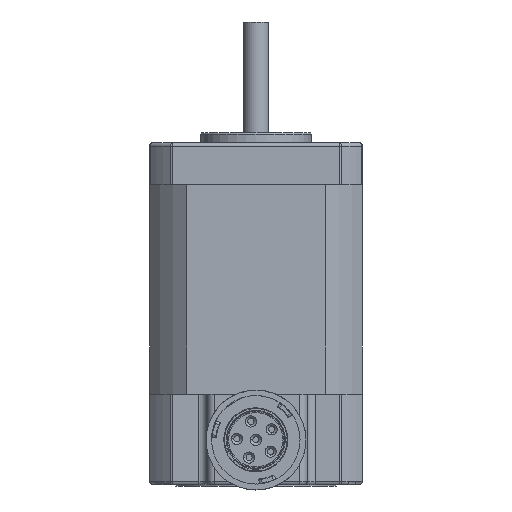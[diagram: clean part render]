
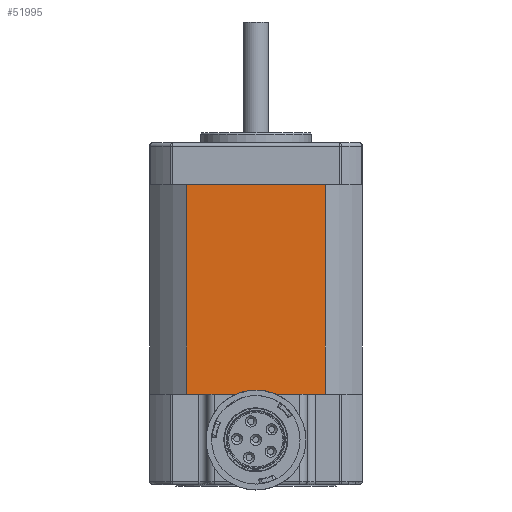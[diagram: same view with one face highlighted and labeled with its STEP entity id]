
A CAD part, front view. The second image highlights one B-rep face of the part: STEP entity #51995.
In plain terms, the highlighted planar face has unit normal (0, -1, 0).
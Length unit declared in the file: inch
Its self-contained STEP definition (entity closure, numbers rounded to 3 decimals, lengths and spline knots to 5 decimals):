
#1745 = VERTEX_POINT ( 'NONE', #22501 ) ;
#2573 = DIRECTION ( 'NONE',  ( 0., 0., 1. ) ) ;
#3550 = DIRECTION ( 'NONE',  ( 0., 0., -1. ) ) ;
#3565 = AXIS2_PLACEMENT_3D ( 'NONE', #43873, #39540, #2573 ) ;
#6312 = CARTESIAN_POINT ( 'NONE',  ( 2.12585, 1.13718, 2.16441 ) ) ;
#8906 = ORIENTED_EDGE ( 'NONE', *, *, #29489, .T. ) ;
#9502 = VECTOR ( 'NONE', #3550, 39.37008 ) ;
#9809 = DIRECTION ( 'NONE',  ( 0., 0., -1. ) ) ;
#10334 = VERTEX_POINT ( 'NONE', #6312 ) ;
#10582 = LINE ( 'NONE', #25645, #47650 ) ;
#12873 = CARTESIAN_POINT ( 'NONE',  ( 1.58681, 1.13718, 3.79441 ) ) ;
#12984 = VECTOR ( 'NONE', #17249, 39.37008 ) ;
#15786 = CARTESIAN_POINT ( 'NONE',  ( 1.04778, 1.13718, 3.79441 ) ) ;
#17249 = DIRECTION ( 'NONE',  ( 1., 0., 0. ) ) ;
#19139 = ORIENTED_EDGE ( 'NONE', *, *, #49605, .F. ) ;
#22501 = CARTESIAN_POINT ( 'NONE',  ( 1.04778, 1.13718, 2.16441 ) ) ;
#22800 = ORIENTED_EDGE ( 'NONE', *, *, #30340, .F. ) ;
#24694 = EDGE_CURVE ( 'NONE', #46104, #1745, #31609, .T. ) ;
#25645 = CARTESIAN_POINT ( 'NONE',  ( 2.12585, 1.13718, 3.79441 ) ) ;
#26095 = EDGE_LOOP ( 'NONE', ( #8906, #19139, #22800, #34412 ) ) ;
#29489 = EDGE_CURVE ( 'NONE', #1745, #10334, #44386, .T. ) ;
#29767 = VERTEX_POINT ( 'NONE', #45489 ) ;
#30340 = EDGE_CURVE ( 'NONE', #46104, #29767, #31165, .T. ) ;
#31165 = LINE ( 'NONE', #12873, #12984 ) ;
#31609 = LINE ( 'NONE', #15786, #9502 ) ;
#34412 = ORIENTED_EDGE ( 'NONE', *, *, #24694, .T. ) ;
#36800 = FACE_OUTER_BOUND ( 'NONE', #26095, .T. ) ;
#37161 = DIRECTION ( 'NONE',  ( 1., 0., 0. ) ) ;
#39540 = DIRECTION ( 'NONE',  ( 0., 1., 0. ) ) ;
#40496 = VECTOR ( 'NONE', #37161, 39.37008 ) ;
#43334 = PLANE ( 'NONE',  #3565 ) ;
#43873 = CARTESIAN_POINT ( 'NONE',  ( 1.58681, 1.13718, 3.79441 ) ) ;
#44386 = LINE ( 'NONE', #45001, #40496 ) ;
#45001 = CARTESIAN_POINT ( 'NONE',  ( 1.58681, 1.13718, 2.16441 ) ) ;
#45489 = CARTESIAN_POINT ( 'NONE',  ( 2.12585, 1.13718, 3.79441 ) ) ;
#46104 = VERTEX_POINT ( 'NONE', #51570 ) ;
#47650 = VECTOR ( 'NONE', #9809, 39.37008 ) ;
#49605 = EDGE_CURVE ( 'NONE', #29767, #10334, #10582, .T. ) ;
#51570 = CARTESIAN_POINT ( 'NONE',  ( 1.04778, 1.13718, 3.79441 ) ) ;
#51995 = ADVANCED_FACE ( 'NONE', ( #36800 ), #43334, .F. ) ;
